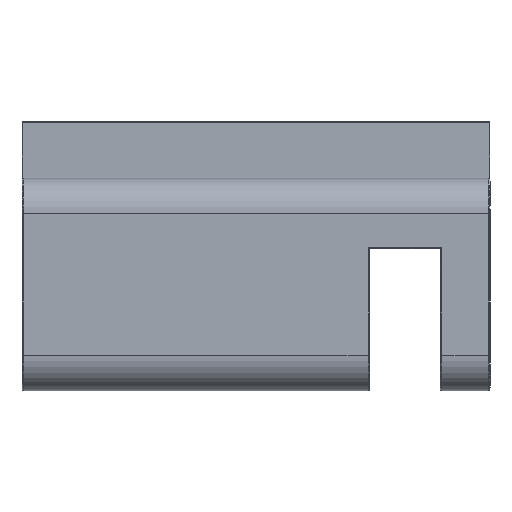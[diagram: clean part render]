
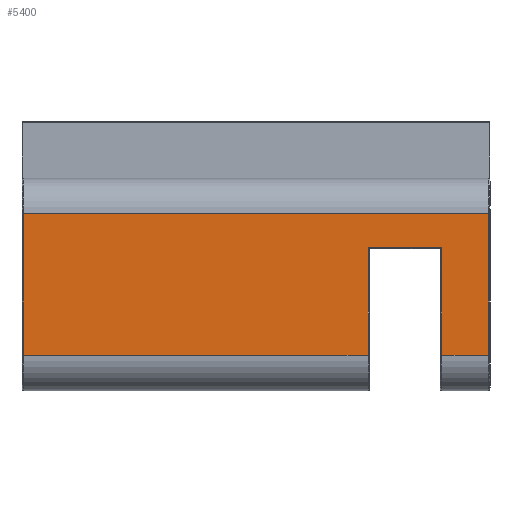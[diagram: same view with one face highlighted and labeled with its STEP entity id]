
A CAD part, left-side view. The second image highlights one B-rep face of the part: STEP entity #5400.
In plain terms, the highlighted planar face has unit normal (-1, 0, 0).
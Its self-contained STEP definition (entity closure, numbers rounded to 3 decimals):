
#387 = DIRECTION ( 'NONE',  ( 0., 0., -1. ) ) ;
#440 = VECTOR ( 'NONE', #17767, 1000. ) ;
#538 = ORIENTED_EDGE ( 'NONE', *, *, #13488, .T. ) ;
#939 = LINE ( 'NONE', #7839, #440 ) ;
#996 = PLANE ( 'NONE',  #19826 ) ;
#1233 = FACE_OUTER_BOUND ( 'NONE', #20260, .T. ) ;
#2053 = CARTESIAN_POINT ( 'NONE',  ( -3.45, -3.28, 0.5 ) ) ;
#2714 = CARTESIAN_POINT ( 'NONE',  ( -3.45, 3.3, 0. ) ) ;
#3330 = CARTESIAN_POINT ( 'NONE',  ( -3.45, -3.28, 0. ) ) ;
#3530 = CARTESIAN_POINT ( 'NONE',  ( -3.45, -2.62, 0. ) ) ;
#4294 = VECTOR ( 'NONE', #18371, 1000. ) ;
#4309 = VECTOR ( 'NONE', #9535, 1000. ) ;
#4347 = DIRECTION ( 'NONE',  ( 0., 0., 1. ) ) ;
#4420 = VERTEX_POINT ( 'NONE', #2053 ) ;
#4530 = VERTEX_POINT ( 'NONE', #10587 ) ;
#4588 = CARTESIAN_POINT ( 'NONE',  ( -3.45, 3.3, 2.5 ) ) ;
#4610 = VECTOR ( 'NONE', #387, 1000. ) ;
#5400 = ADVANCED_FACE ( 'NONE', ( #1233 ), #996, .T. ) ;
#5994 = VERTEX_POINT ( 'NONE', #14010 ) ;
#6307 = LINE ( 'NONE', #15925, #4309 ) ;
#6534 = DIRECTION ( 'NONE',  ( 0., 0., 1. ) ) ;
#6648 = EDGE_CURVE ( 'NONE', #15892, #19580, #6307, .T. ) ;
#6992 = CARTESIAN_POINT ( 'NONE',  ( -3.45, -1.58, 0.5 ) ) ;
#7175 = LINE ( 'NONE', #4588, #15732 ) ;
#7409 = LINE ( 'NONE', #3330, #11190 ) ;
#7591 = LINE ( 'NONE', #17441, #20287 ) ;
#7839 = CARTESIAN_POINT ( 'NONE',  ( -3.45, 3.28, 0. ) ) ;
#8482 = CARTESIAN_POINT ( 'NONE',  ( -3.45, 3.28, 0.5 ) ) ;
#8484 = DIRECTION ( 'NONE',  ( 0., -1., 0. ) ) ;
#8846 = LINE ( 'NONE', #3530, #4610 ) ;
#9289 = VERTEX_POINT ( 'NONE', #19605 ) ;
#9471 = DIRECTION ( 'NONE',  ( 0., -1., 0. ) ) ;
#9535 = DIRECTION ( 'NONE',  ( 0., -1., 0. ) ) ;
#10587 = CARTESIAN_POINT ( 'NONE',  ( -3.45, -1.58, 2.02 ) ) ;
#11091 = EDGE_CURVE ( 'NONE', #5994, #15892, #939, .T. ) ;
#11190 = VECTOR ( 'NONE', #6534, 1000. ) ;
#11208 = ORIENTED_EDGE ( 'NONE', *, *, #12512, .T. ) ;
#12512 = EDGE_CURVE ( 'NONE', #4530, #9289, #19980, .T. ) ;
#12552 = VERTEX_POINT ( 'NONE', #15060 ) ;
#12813 = LINE ( 'NONE', #16722, #4294 ) ;
#13362 = EDGE_CURVE ( 'NONE', #12552, #5994, #7175, .T. ) ;
#13488 = EDGE_CURVE ( 'NONE', #4420, #12552, #7409, .T. ) ;
#13957 = DIRECTION ( 'NONE',  ( -1., 0., 0. ) ) ;
#14010 = CARTESIAN_POINT ( 'NONE',  ( -3.45, 3.28, 2.5 ) ) ;
#14136 = ORIENTED_EDGE ( 'NONE', *, *, #6648, .T. ) ;
#14898 = CARTESIAN_POINT ( 'NONE',  ( -3.45, -2.62, 0.5 ) ) ;
#15060 = CARTESIAN_POINT ( 'NONE',  ( -3.45, -3.28, 2.5 ) ) ;
#15442 = ORIENTED_EDGE ( 'NONE', *, *, #13362, .T. ) ;
#15732 = VECTOR ( 'NONE', #20417, 1000. ) ;
#15841 = EDGE_CURVE ( 'NONE', #9289, #18627, #8846, .T. ) ;
#15892 = VERTEX_POINT ( 'NONE', #8482 ) ;
#15917 = ORIENTED_EDGE ( 'NONE', *, *, #15841, .T. ) ;
#15925 = CARTESIAN_POINT ( 'NONE',  ( -3.45, 3.3, 0.5 ) ) ;
#16336 = ORIENTED_EDGE ( 'NONE', *, *, #18736, .T. ) ;
#16489 = CARTESIAN_POINT ( 'NONE',  ( -3.45, 3.3, 2.02 ) ) ;
#16722 = CARTESIAN_POINT ( 'NONE',  ( -3.45, -1.58, 0. ) ) ;
#17183 = ORIENTED_EDGE ( 'NONE', *, *, #11091, .T. ) ;
#17441 = CARTESIAN_POINT ( 'NONE',  ( -3.45, 3.3, 0.5 ) ) ;
#17632 = ORIENTED_EDGE ( 'NONE', *, *, #17826, .T. ) ;
#17767 = DIRECTION ( 'NONE',  ( 0., 0., -1. ) ) ;
#17826 = EDGE_CURVE ( 'NONE', #18627, #4420, #7591, .T. ) ;
#18371 = DIRECTION ( 'NONE',  ( 0., 0., 1. ) ) ;
#18627 = VERTEX_POINT ( 'NONE', #14898 ) ;
#18736 = EDGE_CURVE ( 'NONE', #19580, #4530, #12813, .T. ) ;
#19492 = VECTOR ( 'NONE', #8484, 1000. ) ;
#19580 = VERTEX_POINT ( 'NONE', #6992 ) ;
#19605 = CARTESIAN_POINT ( 'NONE',  ( -3.45, -2.62, 2.02 ) ) ;
#19826 = AXIS2_PLACEMENT_3D ( 'NONE', #2714, #13957, #4347 ) ;
#19980 = LINE ( 'NONE', #16489, #19492 ) ;
#20260 = EDGE_LOOP ( 'NONE', ( #15917, #17632, #538, #15442, #17183, #14136, #16336, #11208 ) ) ;
#20287 = VECTOR ( 'NONE', #9471, 1000. ) ;
#20417 = DIRECTION ( 'NONE',  ( 0., 1., 0. ) ) ;
